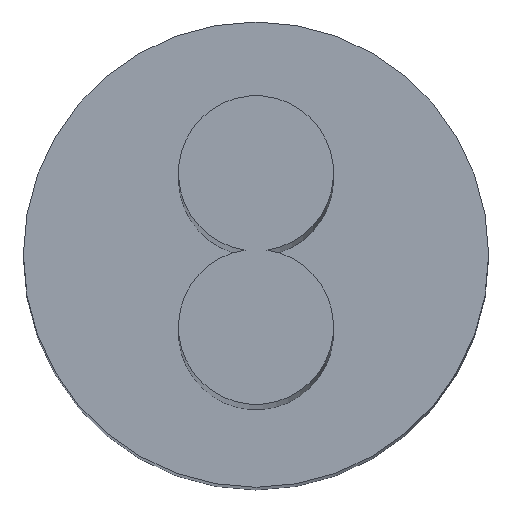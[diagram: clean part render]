
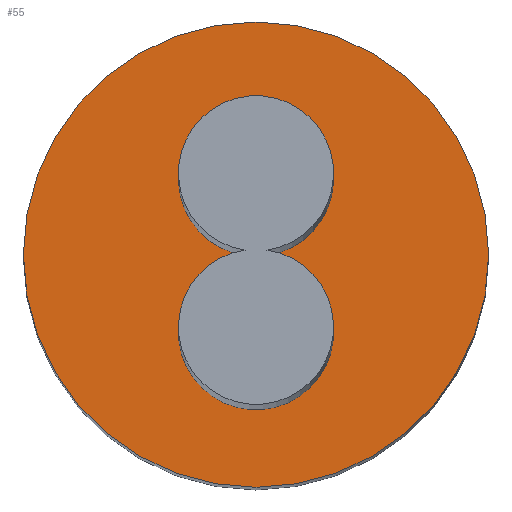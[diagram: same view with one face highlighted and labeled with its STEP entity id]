
A CAD part, top view. The second image highlights one B-rep face of the part: STEP entity #55.
In plain terms, the highlighted planar face has unit normal (0, 0, 1).
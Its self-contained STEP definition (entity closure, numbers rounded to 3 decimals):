
#45=PLANE('',#206);
#55=ADVANCED_FACE('',(#82,#83),#45,.T.);
#82=FACE_BOUND('',#101,.T.);
#83=FACE_BOUND('',#102,.T.);
#101=EDGE_LOOP('',(#125,#126));
#102=EDGE_LOOP('',(#127));
#125=ORIENTED_EDGE('',*,*,#168,.F.);
#126=ORIENTED_EDGE('',*,*,#169,.F.);
#127=ORIENTED_EDGE('',*,*,#166,.T.);
#152=VERTEX_POINT('',#297);
#154=VERTEX_POINT('',#302);
#155=VERTEX_POINT('',#303);
#166=EDGE_CURVE('',#152,#152,#182,.T.);
#168=EDGE_CURVE('',#154,#155,#184,.T.);
#169=EDGE_CURVE('',#155,#154,#185,.T.);
#182=CIRCLE('',#201,1.5);
#184=CIRCLE('',#204,0.5);
#185=CIRCLE('',#205,0.5);
#201=AXIS2_PLACEMENT_3D('',#296,#241,#242);
#204=AXIS2_PLACEMENT_3D('',#301,#247,#248);
#205=AXIS2_PLACEMENT_3D('',#304,#249,#250);
#206=AXIS2_PLACEMENT_3D('',#305,#251,#252);
#241=DIRECTION('',(0.,0.,1.));
#242=DIRECTION('',(1.,0.,0.));
#247=DIRECTION('',(0.,0.,1.));
#248=DIRECTION('',(1.,0.,0.));
#249=DIRECTION('',(0.,0.,1.));
#250=DIRECTION('',(1.,0.,0.));
#251=DIRECTION('',(0.,0.,1.));
#252=DIRECTION('',(1.,0.,0.));
#296=CARTESIAN_POINT('',(0.,0.,45.));
#297=CARTESIAN_POINT('',(1.5,0.,45.));
#301=CARTESIAN_POINT('',(0.,0.49,45.));
#302=CARTESIAN_POINT('',(0.071,-0.005,45.));
#303=CARTESIAN_POINT('',(-0.071,-0.005,45.));
#304=CARTESIAN_POINT('',(0.,-0.5,45.));
#305=CARTESIAN_POINT('',(0.,0.,45.));
